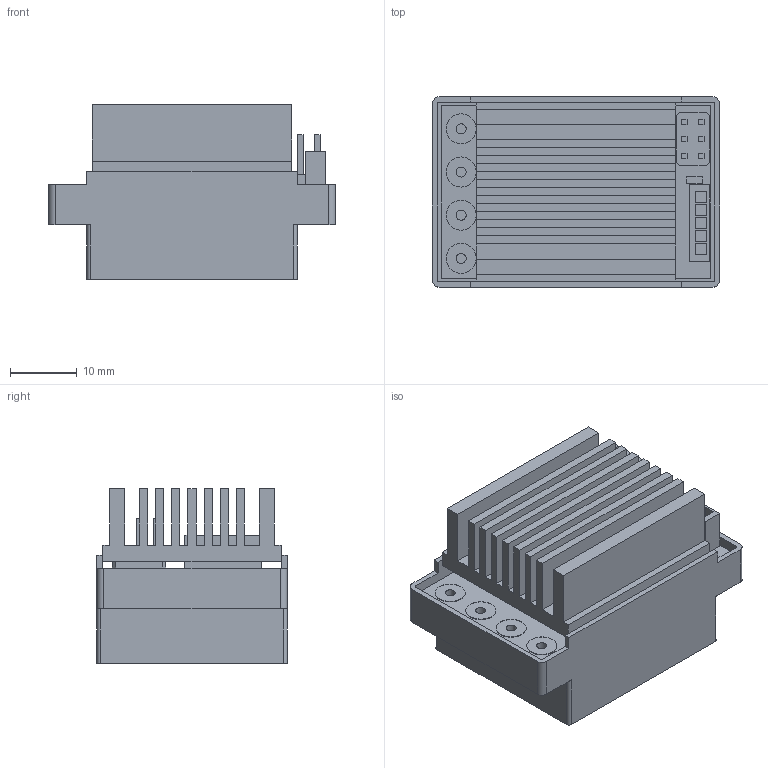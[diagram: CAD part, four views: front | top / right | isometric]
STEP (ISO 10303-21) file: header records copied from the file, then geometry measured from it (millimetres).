
FILE_DESCRIPTION( ( 'Unknown' ), '1' );
FILE_NAME( 'BDESC-S10E-RTR brushless motor speed controller ESC.stp', 'Unknown', ( 'Unknown' ), ( 'Unknown' ), 'PSStep 15.0.49', 'Unknown', ' ' );
FILE_SCHEMA( ( 'AUTOMOTIVE_DESIGN { 1 0 10303 214 1 1 1 1 }' ) );
Length unit declared in the file: millimetre
Products named in the file (3): 1; 2; 3
Bounding box: 43 x 28.5 x 26.2 mm (x, y, z)
Volume: 16086.8 mm3; surface area: 14768.2 mm2
Topology: 3 solids, 3 shells, 172 faces, 446 edges, 300 vertices
Faces by surface type: plane 150, cylinder 22
Full cylindrical faces by diameter (mm): 1.5 x4, 3.7 x2, 4.5 x4
Entity records: 6504 total; most frequent: CARTESIAN_POINT 895, ORIENTED_EDGE 856, DIRECTION 822, EDGE_CURVE 428, LINE 384, VECTOR 384, VERTEX_POINT 292, AXIS2_PLACEMENT_3D 219
